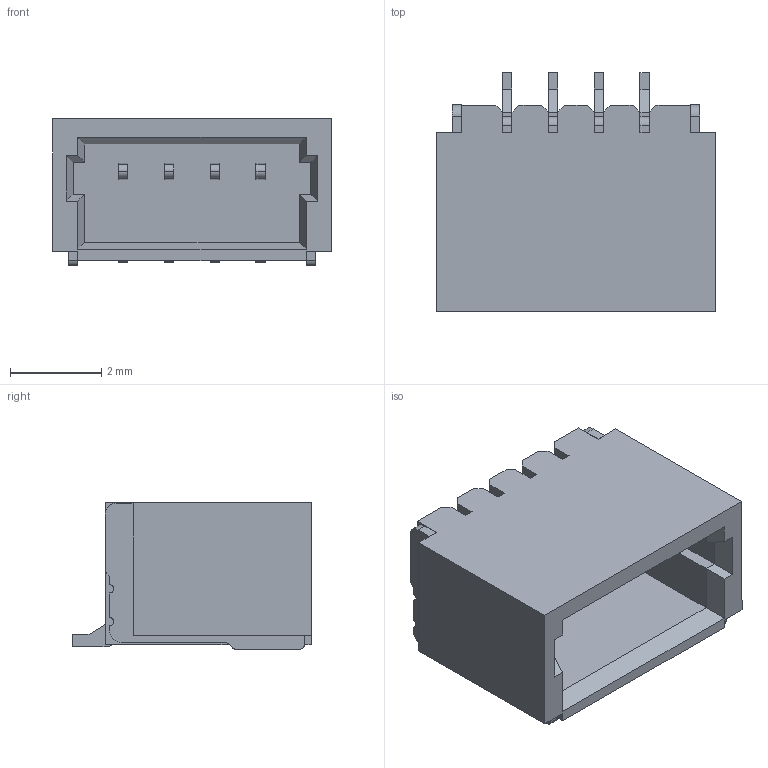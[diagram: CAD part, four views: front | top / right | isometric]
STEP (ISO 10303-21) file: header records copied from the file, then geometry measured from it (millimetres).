
FILE_DESCRIPTION (( 'STEP AP214' ), '1' );
FILE_NAME ('CONN-SMD_SH1.00-WS-4P.step', '2022-08-08T03:31:02', ( '' ), ( '' ), 'SwSTEP 2.0', 'SolidWorks 2020', '' );
FILE_SCHEMA (( 'AUTOMOTIVE_DESIGN' ));
Length unit declared in the file: millimetre
Products named in the file (1): CONN-SMD_SH1.00-WS-4P
Bounding box: 6.1 x 5.22 x 3.2 mm (x, y, z)
Volume: 51.1 mm3; surface area: 179.6 mm2
Topology: 1 solids, 1 shells, 441 faces, 1191 edges, 776 vertices
Faces by surface type: plane 313, bspline 98, cylinder 30
Entity records: 19034 total; most frequent: CARTESIAN_POINT 3715, ORIENTED_EDGE 2382, DIRECTION 1743, EDGE_CURVE 1191, VECTOR 927, LINE 927, VERTEX_POINT 776, EDGE_LOOP 465
